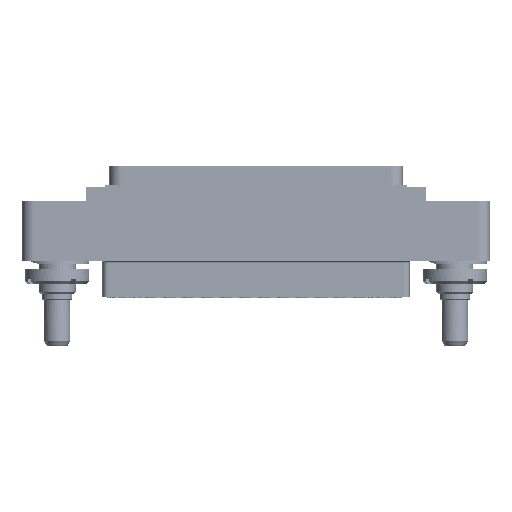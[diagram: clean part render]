
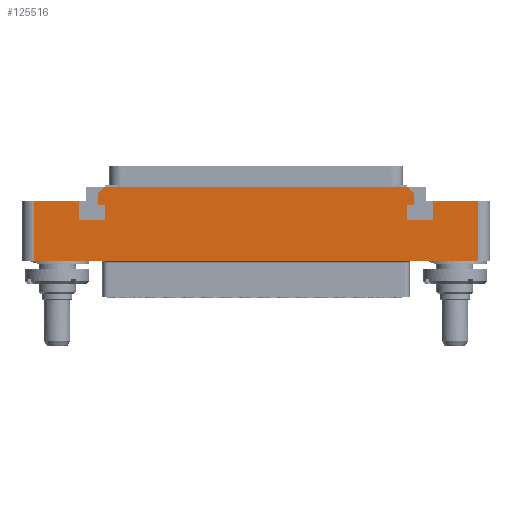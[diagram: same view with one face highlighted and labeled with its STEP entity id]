
A CAD part, top view. The second image highlights one B-rep face of the part: STEP entity #125516.
In plain terms, the highlighted planar face has unit normal (0, 0, 1).
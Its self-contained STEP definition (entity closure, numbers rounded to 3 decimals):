
#1=DIRECTION('',(-1.,0.,0.));
#2=VECTOR('',#1,76.);
#3=CARTESIAN_POINT('',(38.,0.,7.));
#4=LINE('',#3,#2);
#5=DIRECTION('',(1.,0.,0.));
#6=VECTOR('',#5,7.8);
#7=CARTESIAN_POINT('',(-38.,10.25,7.));
#8=LINE('',#7,#6);
#9=DIRECTION('',(0.,-1.,0.));
#10=VECTOR('',#9,3.2);
#11=CARTESIAN_POINT('',(-30.2,10.25,7.));
#12=LINE('',#11,#10);
#13=DIRECTION('',(1.,0.,0.));
#14=VECTOR('',#13,4.4);
#15=CARTESIAN_POINT('',(-30.2,7.05,7.));
#16=LINE('',#15,#14);
#17=DIRECTION('',(0.,1.,0.));
#18=VECTOR('',#17,2.6);
#19=CARTESIAN_POINT('',(-25.8,7.05,7.));
#20=LINE('',#19,#18);
#21=DIRECTION('',(-1.,0.,0.));
#22=VECTOR('',#21,1.2);
#23=CARTESIAN_POINT('',(-25.8,9.65,7.));
#24=LINE('',#23,#22);
#25=DIRECTION('',(0.,-1.,0.));
#26=VECTOR('',#25,1.9);
#27=CARTESIAN_POINT('',(-27.,11.55,7.));
#28=LINE('',#27,#26);
#29=DIRECTION('',(1.,0.,0.));
#30=VECTOR('',#29,51.6);
#31=CARTESIAN_POINT('',(-25.8,12.75,7.));
#32=LINE('',#31,#30);
#33=DIRECTION('',(0.,-1.,0.));
#34=VECTOR('',#33,1.9);
#35=CARTESIAN_POINT('',(27.,11.55,7.));
#36=LINE('',#35,#34);
#37=DIRECTION('',(-1.,0.,0.));
#38=VECTOR('',#37,1.2);
#39=CARTESIAN_POINT('',(27.,9.65,7.));
#40=LINE('',#39,#38);
#41=DIRECTION('',(0.,-1.,0.));
#42=VECTOR('',#41,2.6);
#43=CARTESIAN_POINT('',(25.8,9.65,7.));
#44=LINE('',#43,#42);
#45=DIRECTION('',(1.,0.,0.));
#46=VECTOR('',#45,4.4);
#47=CARTESIAN_POINT('',(25.8,7.05,7.));
#48=LINE('',#47,#46);
#49=DIRECTION('',(0.,1.,0.));
#50=VECTOR('',#49,3.2);
#51=CARTESIAN_POINT('',(30.2,7.05,7.));
#52=LINE('',#51,#50);
#53=DIRECTION('',(1.,0.,0.));
#54=VECTOR('',#53,7.8);
#55=CARTESIAN_POINT('',(30.2,10.25,7.));
#56=LINE('',#55,#54);
#57=DIRECTION('',(0.,1.,0.));
#58=VECTOR('',#57,10.25);
#59=CARTESIAN_POINT('',(38.,0.,7.));
#60=LINE('',#59,#58);
#673=DIRECTION('',(0.707,-0.707,0.));
#674=VECTOR('',#673,1.697);
#675=CARTESIAN_POINT('',(25.8,12.75,7.));
#676=LINE('',#675,#674);
#3187=DIRECTION('',(-0.707,-0.707,0.));
#3188=VECTOR('',#3187,1.697);
#3189=CARTESIAN_POINT('',(-25.8,12.75,7.));
#3190=LINE('',#3189,#3188);
#3747=DIRECTION('',(0.,-1.,0.));
#3748=VECTOR('',#3747,10.25);
#3749=CARTESIAN_POINT('',(-38.,10.25,7.));
#3750=LINE('',#3749,#3748);
#104996=CARTESIAN_POINT('',(-30.2,10.25,7.));
#104997=CARTESIAN_POINT('',(-30.2,7.05,7.));
#104998=VERTEX_POINT('',#104996);
#104999=VERTEX_POINT('',#104997);
#105000=CARTESIAN_POINT('',(-25.8,7.05,7.));
#105001=VERTEX_POINT('',#105000);
#105002=CARTESIAN_POINT('',(-25.8,9.65,7.));
#105003=VERTEX_POINT('',#105002);
#105004=CARTESIAN_POINT('',(-27.,9.65,7.));
#105005=VERTEX_POINT('',#105004);
#105006=CARTESIAN_POINT('',(27.,9.65,7.));
#105007=CARTESIAN_POINT('',(25.8,9.65,7.));
#105008=VERTEX_POINT('',#105006);
#105009=VERTEX_POINT('',#105007);
#105010=CARTESIAN_POINT('',(25.8,7.05,7.));
#105011=VERTEX_POINT('',#105010);
#105012=CARTESIAN_POINT('',(30.2,7.05,7.));
#105013=VERTEX_POINT('',#105012);
#105014=CARTESIAN_POINT('',(30.2,10.25,7.));
#105015=VERTEX_POINT('',#105014);
#105020=CARTESIAN_POINT('',(-27.,11.55,7.));
#105022=VERTEX_POINT('',#105020);
#105024=CARTESIAN_POINT('',(-25.8,12.75,7.));
#105025=VERTEX_POINT('',#105024);
#105026=CARTESIAN_POINT('',(27.,11.55,7.));
#105028=VERTEX_POINT('',#105026);
#105030=CARTESIAN_POINT('',(25.8,12.75,7.));
#105031=VERTEX_POINT('',#105030);
#105116=CARTESIAN_POINT('',(38.,0.,7.));
#105117=CARTESIAN_POINT('',(38.,10.25,7.));
#105118=VERTEX_POINT('',#105116);
#105119=VERTEX_POINT('',#105117);
#105124=CARTESIAN_POINT('',(-38.,10.25,7.));
#105125=CARTESIAN_POINT('',(-38.,0.,7.));
#105126=VERTEX_POINT('',#105124);
#105127=VERTEX_POINT('',#105125);
#125473=CARTESIAN_POINT('',(0.,0.,7.));
#125474=DIRECTION('',(0.,0.,-1.));
#125475=DIRECTION('',(-1.,0.,0.));
#125476=AXIS2_PLACEMENT_3D('',#125473,#125474,#125475);
#125477=PLANE('',#125476);
#125479=ORIENTED_EDGE('',*,*,#125478,.F.);
#125481=ORIENTED_EDGE('',*,*,#125480,.T.);
#125483=ORIENTED_EDGE('',*,*,#125482,.F.);
#125485=ORIENTED_EDGE('',*,*,#125484,.T.);
#125487=ORIENTED_EDGE('',*,*,#125486,.T.);
#125489=ORIENTED_EDGE('',*,*,#125488,.T.);
#125491=ORIENTED_EDGE('',*,*,#125490,.T.);
#125493=ORIENTED_EDGE('',*,*,#125492,.T.);
#125495=ORIENTED_EDGE('',*,*,#125494,.F.);
#125497=ORIENTED_EDGE('',*,*,#125496,.F.);
#125499=ORIENTED_EDGE('',*,*,#125498,.T.);
#125501=ORIENTED_EDGE('',*,*,#125500,.T.);
#125503=ORIENTED_EDGE('',*,*,#125502,.T.);
#125505=ORIENTED_EDGE('',*,*,#125504,.T.);
#125507=ORIENTED_EDGE('',*,*,#125506,.T.);
#125509=ORIENTED_EDGE('',*,*,#125508,.T.);
#125511=ORIENTED_EDGE('',*,*,#125510,.T.);
#125513=ORIENTED_EDGE('',*,*,#125512,.T.);
#125514=EDGE_LOOP('',(#125479,#125481,#125483,#125485,#125487,#125489,#125491,
#125493,#125495,#125497,#125499,#125501,#125503,#125505,#125507,#125509,#125511,
#125513));
#125515=FACE_OUTER_BOUND('',#125514,.F.);
#125516=ADVANCED_FACE('',(#125515),#125477,.F.);
#125478=EDGE_CURVE('',#105118,#105119,#60,.T.);
#125480=EDGE_CURVE('',#105118,#105127,#4,.T.);
#125482=EDGE_CURVE('',#105126,#105127,#3750,.T.);
#125484=EDGE_CURVE('',#105126,#104998,#8,.T.);
#125486=EDGE_CURVE('',#104998,#104999,#12,.T.);
#125488=EDGE_CURVE('',#104999,#105001,#16,.T.);
#125490=EDGE_CURVE('',#105001,#105003,#20,.T.);
#125492=EDGE_CURVE('',#105003,#105005,#24,.T.);
#125494=EDGE_CURVE('',#105022,#105005,#28,.T.);
#125496=EDGE_CURVE('',#105025,#105022,#3190,.T.);
#125498=EDGE_CURVE('',#105025,#105031,#32,.T.);
#125500=EDGE_CURVE('',#105031,#105028,#676,.T.);
#125502=EDGE_CURVE('',#105028,#105008,#36,.T.);
#125504=EDGE_CURVE('',#105008,#105009,#40,.T.);
#125506=EDGE_CURVE('',#105009,#105011,#44,.T.);
#125508=EDGE_CURVE('',#105011,#105013,#48,.T.);
#125510=EDGE_CURVE('',#105013,#105015,#52,.T.);
#125512=EDGE_CURVE('',#105015,#105119,#56,.T.);
